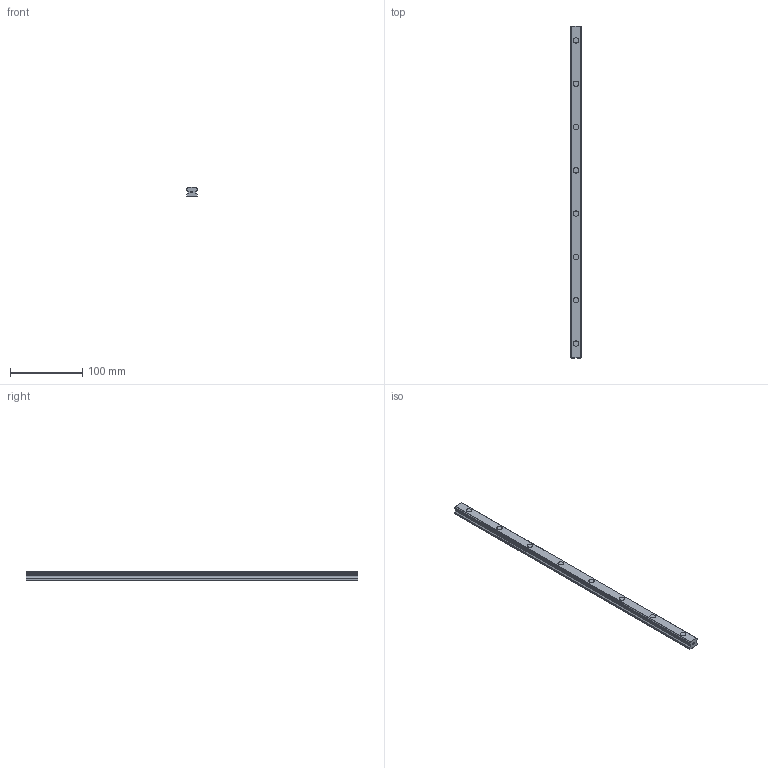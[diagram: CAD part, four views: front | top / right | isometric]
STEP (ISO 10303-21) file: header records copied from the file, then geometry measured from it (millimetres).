
FILE_DESCRIPTION(('STEP AP214'),'1');
FILE_NAME('cctmp_6BA92BEB-6B38-4DA3-AAC7-330E592D830A_2021_02_02_13_26_38_0917..stp','2021-02-02T12:26:39',('HIWIN GmbH'),('CADClick - www.CADClick.com'),'Spatial InterOp 3D',' ','unknown authorization');
FILE_SCHEMA(('AUTOMOTIVE_DESIGN'));
Length unit declared in the file: millimetre
Products named in the file (1): EGR15U460C_FILE
Bounding box: 15 x 460 x 12.5 mm (x, y, z)
Volume: 73171.1 mm3; surface area: 28379.5 mm2
Topology: 1 solids, 1 shells, 183 faces, 483 edges, 322 vertices
Faces by surface type: plane 117, cylinder 66
Entity records: 7189 total; most frequent: DIRECTION 1015, CARTESIAN_POINT 989, ORIENTED_EDGE 966, EDGE_CURVE 483, AXIS2_PLACEMENT_3D 348, VERTEX_POINT 322, LINE 319, VECTOR 319
